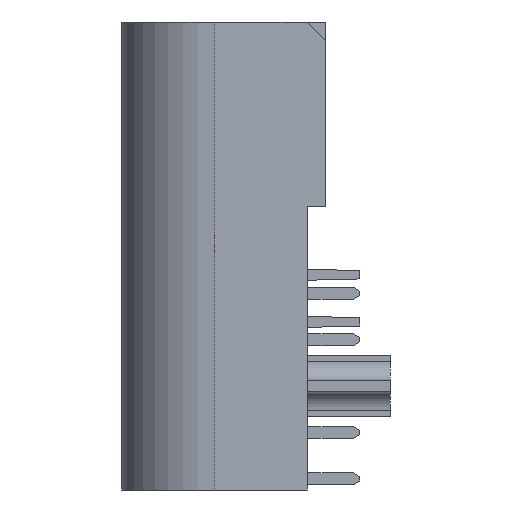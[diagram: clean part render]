
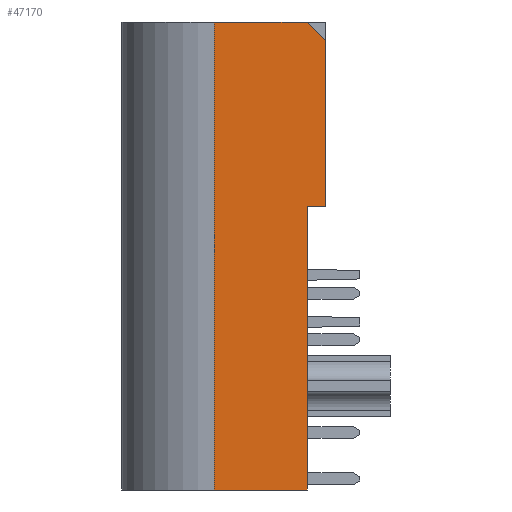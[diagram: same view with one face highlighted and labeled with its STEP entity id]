
A CAD part, left-side view. The second image highlights one B-rep face of the part: STEP entity #47170.
In plain terms, the highlighted planar face has unit normal (-1, 0, 0).
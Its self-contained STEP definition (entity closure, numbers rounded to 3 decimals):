
#13137=ORIENTED_EDGE('',*,*,#20945,.T.);
#13138=ORIENTED_EDGE('',*,*,#20935,.T.);
#13139=ORIENTED_EDGE('',*,*,#20955,.T.);
#13140=ORIENTED_EDGE('',*,*,#20956,.F.);
#13141=ORIENTED_EDGE('',*,*,#20957,.T.);
#13142=ORIENTED_EDGE('',*,*,#20958,.F.);
#13143=ORIENTED_EDGE('',*,*,#20959,.T.);
#20935=EDGE_CURVE('',#25817,#25822,#31525,.T.);
#20945=EDGE_CURVE('',#25831,#25817,#31534,.T.);
#20955=EDGE_CURVE('',#25822,#25839,#31542,.T.);
#20956=EDGE_CURVE('',#25840,#25839,#31543,.T.);
#20957=EDGE_CURVE('',#25840,#25841,#31544,.T.);
#20958=EDGE_CURVE('',#25842,#25841,#31545,.T.);
#20959=EDGE_CURVE('',#25842,#25831,#31546,.T.);
#25817=VERTEX_POINT('',#75102);
#25822=VERTEX_POINT('',#75111);
#25831=VERTEX_POINT('',#75133);
#25839=VERTEX_POINT('',#75154);
#25840=VERTEX_POINT('',#75156);
#25841=VERTEX_POINT('',#75158);
#25842=VERTEX_POINT('',#75160);
#31525=LINE('',#75112,#37516);
#31534=LINE('',#75132,#37525);
#31542=LINE('',#75153,#37533);
#31543=LINE('',#75155,#37534);
#31544=LINE('',#75157,#37535);
#31545=LINE('',#75159,#37536);
#31546=LINE('',#75161,#37537);
#37516=VECTOR('',#61541,1000.);
#37525=VECTOR('',#61556,1000.);
#37533=VECTOR('',#61574,1000.);
#37534=VECTOR('',#61575,1000.);
#37535=VECTOR('',#61576,1000.);
#37536=VECTOR('',#61577,1000.);
#37537=VECTOR('',#61578,1000.);
#40410=EDGE_LOOP('',(#13137,#13138,#13139,#13140,#13141,#13142,#13143));
#42821=FACE_BOUND('',#40410,.T.);
#44843=PLANE('',#50441);
#47170=ADVANCED_FACE('',(#42821),#44843,.F.);
#50441=AXIS2_PLACEMENT_3D('',#75152,#61572,#61573);
#61541=DIRECTION('',(0.,1.,0.));
#61556=DIRECTION('',(0.,0.,1.));
#61572=DIRECTION('',(1.,0.,0.));
#61573=DIRECTION('',(0.,0.,-1.));
#61574=DIRECTION('',(0.,0.,1.));
#61575=DIRECTION('',(0.,-1.,0.));
#61576=DIRECTION('',(0.,0.707,-0.707));
#61577=DIRECTION('',(0.,0.,1.));
#61578=DIRECTION('',(0.,-1.,0.));
#75102=CARTESIAN_POINT('',(-6.93,0.,5.));
#75111=CARTESIAN_POINT('',(-6.93,15.26,5.));
#75112=CARTESIAN_POINT('',(-6.93,25.22,5.));
#75132=CARTESIAN_POINT('',(-6.93,0.,0.));
#75133=CARTESIAN_POINT('',(-6.93,0.,0.));
#75152=CARTESIAN_POINT('',(-6.93,25.22,0.));
#75153=CARTESIAN_POINT('',(-6.93,15.26,0.));
#75154=CARTESIAN_POINT('',(-6.93,15.26,6.));
#75155=CARTESIAN_POINT('',(-6.93,25.22,6.));
#75156=CARTESIAN_POINT('',(-6.93,24.22,6.));
#75157=CARTESIAN_POINT('',(-6.93,27.72,2.5));
#75158=CARTESIAN_POINT('',(-6.93,25.22,5.));
#75159=CARTESIAN_POINT('',(-6.93,25.22,0.));
#75160=CARTESIAN_POINT('',(-6.93,25.22,0.));
#75161=CARTESIAN_POINT('',(-6.93,25.22,0.));
